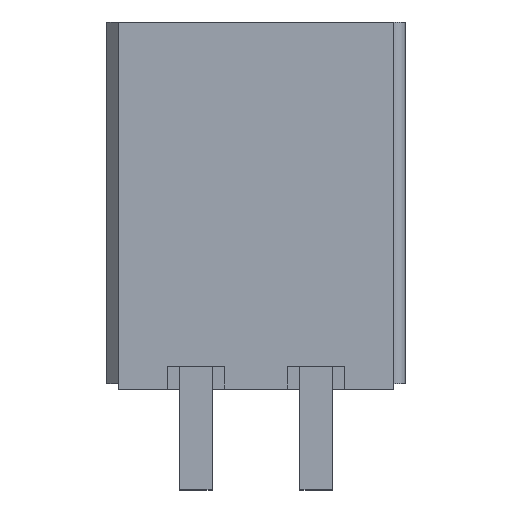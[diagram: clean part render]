
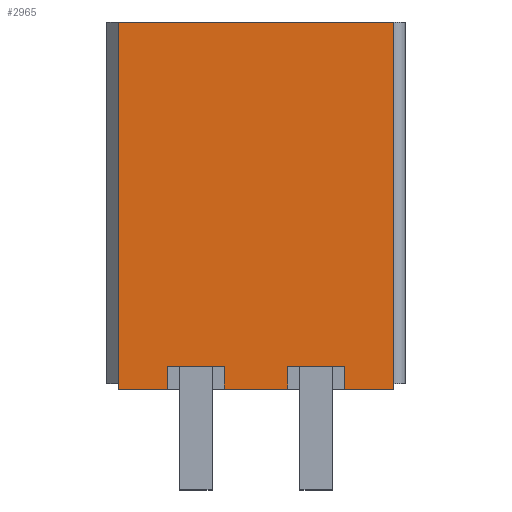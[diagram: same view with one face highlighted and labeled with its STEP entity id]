
A CAD part, top view. The second image highlights one B-rep face of the part: STEP entity #2965.
In plain terms, the highlighted planar face has unit normal (0, 0, 1).
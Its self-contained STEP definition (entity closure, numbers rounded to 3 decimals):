
#9=DIRECTION('',(0.,-1.,0.));
#10=VECTOR('',#9,12.8);
#11=CARTESIAN_POINT('',(-4.8,12.8,4.8));
#12=LINE('',#11,#10);
#317=DIRECTION('',(1.,0.,0.));
#318=VECTOR('',#317,1.7);
#319=CARTESIAN_POINT('',(3.1,0.,4.8));
#320=LINE('',#319,#318);
#337=DIRECTION('',(1.,0.,0.));
#338=VECTOR('',#337,1.7);
#339=CARTESIAN_POINT('',(-4.8,0.,4.8));
#340=LINE('',#339,#338);
#349=DIRECTION('',(1.,0.,0.));
#350=VECTOR('',#349,2.2);
#351=CARTESIAN_POINT('',(-1.1,0.,4.8));
#352=LINE('',#351,#350);
#842=DIRECTION('',(1.,0.,0.));
#843=VECTOR('',#842,9.6);
#844=CARTESIAN_POINT('',(-4.8,12.8,4.8));
#845=LINE('',#844,#843);
#846=DIRECTION('',(0.,1.,0.));
#847=VECTOR('',#846,0.8);
#848=CARTESIAN_POINT('',(3.1,0.,4.8));
#849=LINE('',#848,#847);
#850=DIRECTION('',(1.,0.,0.));
#851=VECTOR('',#850,2.);
#852=CARTESIAN_POINT('',(1.1,0.8,4.8));
#853=LINE('',#852,#851);
#854=DIRECTION('',(0.,1.,0.));
#855=VECTOR('',#854,0.8);
#856=CARTESIAN_POINT('',(1.1,0.,4.8));
#857=LINE('',#856,#855);
#858=DIRECTION('',(0.,1.,0.));
#859=VECTOR('',#858,0.8);
#860=CARTESIAN_POINT('',(-1.1,0.,4.8));
#861=LINE('',#860,#859);
#862=DIRECTION('',(1.,0.,0.));
#863=VECTOR('',#862,2.);
#864=CARTESIAN_POINT('',(-3.1,0.8,4.8));
#865=LINE('',#864,#863);
#866=DIRECTION('',(0.,1.,0.));
#867=VECTOR('',#866,0.8);
#868=CARTESIAN_POINT('',(-3.1,0.,4.8));
#869=LINE('',#868,#867);
#910=DIRECTION('',(0.,-1.,0.));
#911=VECTOR('',#910,12.8);
#912=CARTESIAN_POINT('',(4.8,12.8,4.8));
#913=LINE('',#912,#911);
#1491=CARTESIAN_POINT('',(-4.8,12.8,4.8));
#1492=CARTESIAN_POINT('',(-4.8,0.,4.8));
#1493=VERTEX_POINT('',#1491);
#1494=VERTEX_POINT('',#1492);
#1499=CARTESIAN_POINT('',(4.8,12.8,4.8));
#1500=CARTESIAN_POINT('',(4.8,0.,4.8));
#1501=VERTEX_POINT('',#1499);
#1502=VERTEX_POINT('',#1500);
#1617=CARTESIAN_POINT('',(3.1,0.,4.8));
#1618=VERTEX_POINT('',#1617);
#1669=CARTESIAN_POINT('',(-3.1,0.,4.8));
#1670=VERTEX_POINT('',#1669);
#1671=CARTESIAN_POINT('',(-1.1,0.,4.8));
#1672=CARTESIAN_POINT('',(1.1,0.,4.8));
#1673=VERTEX_POINT('',#1671);
#1674=VERTEX_POINT('',#1672);
#1769=CARTESIAN_POINT('',(1.1,0.8,4.8));
#1770=CARTESIAN_POINT('',(3.1,0.8,4.8));
#1771=VERTEX_POINT('',#1769);
#1772=VERTEX_POINT('',#1770);
#1795=CARTESIAN_POINT('',(-3.1,0.8,4.8));
#1796=CARTESIAN_POINT('',(-1.1,0.8,4.8));
#1797=VERTEX_POINT('',#1795);
#1798=VERTEX_POINT('',#1796);
#2941=CARTESIAN_POINT('',(-4.8,12.8,4.8));
#2942=DIRECTION('',(0.,0.,1.));
#2943=DIRECTION('',(0.,-1.,0.));
#2944=AXIS2_PLACEMENT_3D('',#2941,#2942,#2943);
#2945=PLANE('',#2944);
#2946=ORIENTED_EDGE('',*,*,#2403,.F.);
#2947=ORIENTED_EDGE('',*,*,#1988,.F.);
#2948=ORIENTED_EDGE('',*,*,#2663,.T.);
#2950=ORIENTED_EDGE('',*,*,#2949,.T.);
#2951=ORIENTED_EDGE('',*,*,#2372,.F.);
#2953=ORIENTED_EDGE('',*,*,#2952,.T.);
#2955=ORIENTED_EDGE('',*,*,#2954,.F.);
#2957=ORIENTED_EDGE('',*,*,#2956,.F.);
#2958=ORIENTED_EDGE('',*,*,#2416,.F.);
#2960=ORIENTED_EDGE('',*,*,#2959,.T.);
#2961=ORIENTED_EDGE('',*,*,#2883,.F.);
#2962=ORIENTED_EDGE('',*,*,#2344,.F.);
#2963=EDGE_LOOP('',(#2946,#2947,#2948,#2950,#2951,#2953,#2955,#2957,#2958,#2960,
#2961,#2962));
#2964=FACE_OUTER_BOUND('',#2963,.F.);
#2965=ADVANCED_FACE('',(#2964),#2945,.T.);
#1988=EDGE_CURVE('',#1493,#1494,#12,.T.);
#2344=EDGE_CURVE('',#1670,#1797,#869,.T.);
#2372=EDGE_CURVE('',#1618,#1502,#320,.T.);
#2403=EDGE_CURVE('',#1494,#1670,#340,.T.);
#2416=EDGE_CURVE('',#1673,#1674,#352,.T.);
#2663=EDGE_CURVE('',#1493,#1501,#845,.T.);
#2883=EDGE_CURVE('',#1797,#1798,#865,.T.);
#2949=EDGE_CURVE('',#1501,#1502,#913,.T.);
#2952=EDGE_CURVE('',#1618,#1772,#849,.T.);
#2954=EDGE_CURVE('',#1771,#1772,#853,.T.);
#2956=EDGE_CURVE('',#1674,#1771,#857,.T.);
#2959=EDGE_CURVE('',#1673,#1798,#861,.T.);
